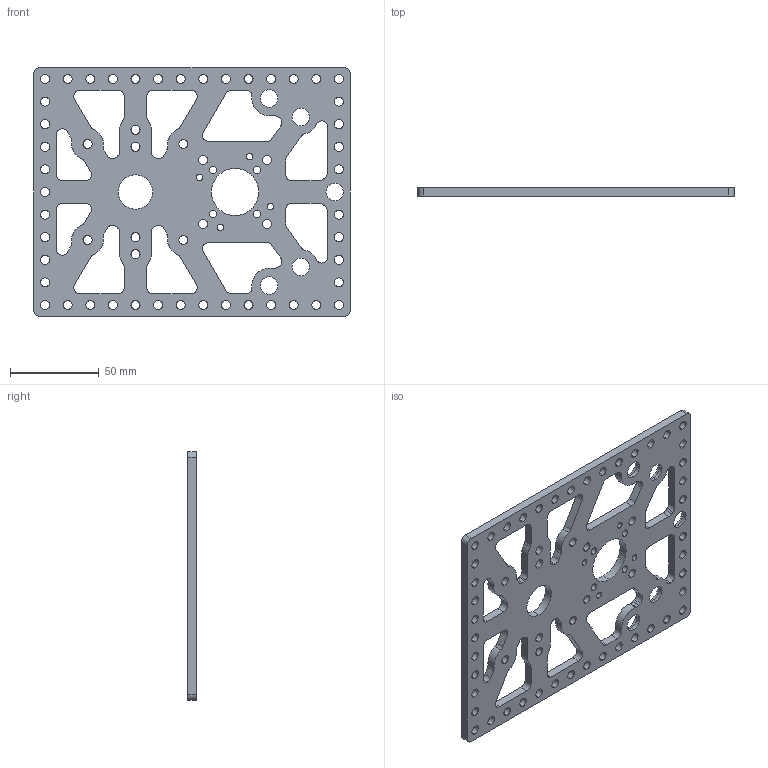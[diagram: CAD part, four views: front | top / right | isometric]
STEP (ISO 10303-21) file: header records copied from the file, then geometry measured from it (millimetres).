
FILE_DESCRIPTION (( 'STEP AP203' ), '1' );
FILE_NAME ('am-3012c Motor Mount Plate Rev 6.STEP', '2019-04-29T19:21:59', ( '' ), ( '' ), 'SwSTEP 2.0', 'SolidWorks 2018', '' );
FILE_SCHEMA (( 'CONFIG_CONTROL_DESIGN' ));
Length unit declared in the file: inch
Products named in the file (1): am-3012c Motor Mount Plate Rev 6
Bounding box: 177.8 x 4.76 x 139.7 mm (x, y, z)
Volume: 75796.4 mm3; surface area: 46554.8 mm2
Topology: 1 solids, 1 shells, 304 faces, 891 edges, 594 vertices
Faces by surface type: cylinder 247, plane 57
Entity records: 10776 total; most frequent: DIRECTION 1995, CARTESIAN_POINT 1790, ORIENTED_EDGE 1782, EDGE_CURVE 891, AXIS2_PLACEMENT_3D 799, VERTEX_POINT 594, CIRCLE 494, EDGE_LOOP 473
